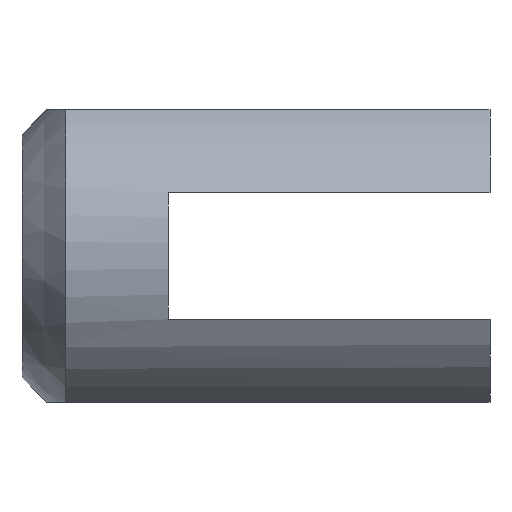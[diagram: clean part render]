
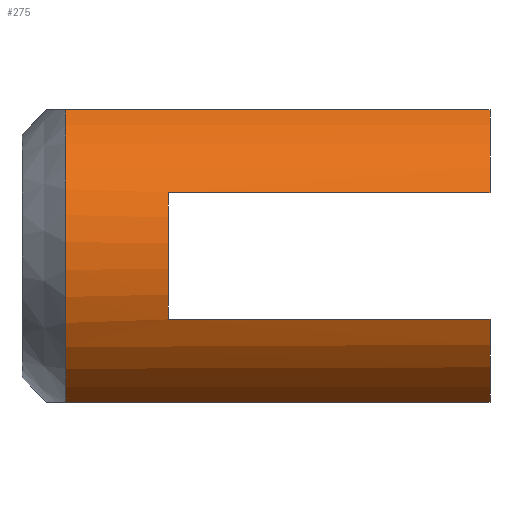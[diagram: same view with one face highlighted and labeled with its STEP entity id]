
A CAD part, left-side view. The second image highlights one B-rep face of the part: STEP entity #275.
In plain terms, the highlighted cylindrical face has radius 85 mm (diameter 170 mm), a partial arc.
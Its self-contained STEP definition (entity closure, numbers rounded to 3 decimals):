
#24 = EDGE_CURVE ( 'NONE', #560, #613, #524, .T. ) ;
#29 = ORIENTED_EDGE ( 'NONE', *, *, #33, .T. ) ;
#33 = EDGE_CURVE ( 'NONE', #338, #397, #759, .T. ) ;
#35 = DIRECTION ( 'NONE',  ( 0., 0., 1. ) ) ;
#48 = AXIS2_PLACEMENT_3D ( 'NONE', #320, #498, #70 ) ;
#50 = ORIENTED_EDGE ( 'NONE', *, *, #559, .F. ) ;
#51 = VERTEX_POINT ( 'NONE', #474 ) ;
#56 = EDGE_CURVE ( 'NONE', #480, #338, #98, .T. ) ;
#66 = CARTESIAN_POINT ( 'NONE',  ( -78.541, -240., -32.5 ) ) ;
#69 = ORIENTED_EDGE ( 'NONE', *, *, #607, .T. ) ;
#70 = DIRECTION ( 'NONE',  ( 0., 0., 1. ) ) ;
#72 = CARTESIAN_POINT ( 'NONE',  ( -78.541, -75., -32.5 ) ) ;
#80 = DIRECTION ( 'NONE',  ( 0., 1., 0. ) ) ;
#83 = ORIENTED_EDGE ( 'NONE', *, *, #24, .F. ) ;
#86 = CARTESIAN_POINT ( 'NONE',  ( 0., -22.5, 0. ) ) ;
#98 = CIRCLE ( 'NONE', #48, 85. ) ;
#108 = VECTOR ( 'NONE', #788, 1000. ) ;
#125 = CARTESIAN_POINT ( 'NONE',  ( -40., -22.5, 75. ) ) ;
#149 = LINE ( 'NONE', #235, #108 ) ;
#151 = DIRECTION ( 'NONE',  ( 0., 0., -1. ) ) ;
#161 = VECTOR ( 'NONE', #80, 1000. ) ;
#166 = CARTESIAN_POINT ( 'NONE',  ( -40., -240., 75. ) ) ;
#197 = DIRECTION ( 'NONE',  ( 0., -1., 0. ) ) ;
#210 = VECTOR ( 'NONE', #197, 1000. ) ;
#214 = DIRECTION ( 'NONE',  ( 0., -1., 0. ) ) ;
#222 = DIRECTION ( 'NONE',  ( 0., 1., 0. ) ) ;
#234 = AXIS2_PLACEMENT_3D ( 'NONE', #581, #222, #35 ) ;
#235 = CARTESIAN_POINT ( 'NONE',  ( -78.541, -240., 32.5 ) ) ;
#243 = CIRCLE ( 'NONE', #487, 85. ) ;
#247 = EDGE_CURVE ( 'NONE', #480, #51, #149, .T. ) ;
#262 = CARTESIAN_POINT ( 'NONE',  ( -40., -240., -75. ) ) ;
#275 = ADVANCED_FACE ( 'NONE', ( #434 ), #703, .T. ) ;
#293 = DIRECTION ( 'NONE',  ( 0., 0., 1. ) ) ;
#307 = CARTESIAN_POINT ( 'NONE',  ( -40., -22.5, -75. ) ) ;
#320 = CARTESIAN_POINT ( 'NONE',  ( 0., -240., 0. ) ) ;
#322 = CARTESIAN_POINT ( 'NONE',  ( -78.541, -240., 32.5 ) ) ;
#326 = CIRCLE ( 'NONE', #622, 85. ) ;
#338 = VERTEX_POINT ( 'NONE', #671 ) ;
#375 = ORIENTED_EDGE ( 'NONE', *, *, #695, .T. ) ;
#397 = VERTEX_POINT ( 'NONE', #125 ) ;
#416 = VERTEX_POINT ( 'NONE', #307 ) ;
#434 = FACE_OUTER_BOUND ( 'NONE', #692, .T. ) ;
#444 = ORIENTED_EDGE ( 'NONE', *, *, #247, .F. ) ;
#445 = AXIS2_PLACEMENT_3D ( 'NONE', #709, #659, #293 ) ;
#460 = LINE ( 'NONE', #555, #161 ) ;
#470 = DIRECTION ( 'NONE',  ( 0., 1., 0. ) ) ;
#474 = CARTESIAN_POINT ( 'NONE',  ( -78.541, -75., 32.5 ) ) ;
#480 = VERTEX_POINT ( 'NONE', #322 ) ;
#487 = AXIS2_PLACEMENT_3D ( 'NONE', #643, #526, #711 ) ;
#498 = DIRECTION ( 'NONE',  ( 0., 1., 0. ) ) ;
#507 = CIRCLE ( 'NONE', #234, 85. ) ;
#511 = VERTEX_POINT ( 'NONE', #262 ) ;
#524 = LINE ( 'NONE', #577, #210 ) ;
#526 = DIRECTION ( 'NONE',  ( 0., 1., 0. ) ) ;
#555 = CARTESIAN_POINT ( 'NONE',  ( -40., -240., -75. ) ) ;
#559 = EDGE_CURVE ( 'NONE', #511, #416, #460, .T. ) ;
#560 = VERTEX_POINT ( 'NONE', #72 ) ;
#577 = CARTESIAN_POINT ( 'NONE',  ( -78.541, -240., -32.5 ) ) ;
#581 = CARTESIAN_POINT ( 'NONE',  ( 0., -240., 0. ) ) ;
#587 = VECTOR ( 'NONE', #470, 1000. ) ;
#607 = EDGE_CURVE ( 'NONE', #397, #416, #326, .T. ) ;
#613 = VERTEX_POINT ( 'NONE', #66 ) ;
#622 = AXIS2_PLACEMENT_3D ( 'NONE', #86, #214, #151 ) ;
#643 = CARTESIAN_POINT ( 'NONE',  ( 0., -75., 0. ) ) ;
#659 = DIRECTION ( 'NONE',  ( 0., 1., 0. ) ) ;
#671 = CARTESIAN_POINT ( 'NONE',  ( -40., -240., 75. ) ) ;
#691 = ORIENTED_EDGE ( 'NONE', *, *, #725, .T. ) ;
#692 = EDGE_LOOP ( 'NONE', ( #444, #721, #29, #69, #50, #691, #83, #375 ) ) ;
#695 = EDGE_CURVE ( 'NONE', #560, #51, #243, .T. ) ;
#703 = CYLINDRICAL_SURFACE ( 'NONE', #445, 85. ) ;
#709 = CARTESIAN_POINT ( 'NONE',  ( 0., -240., 0. ) ) ;
#711 = DIRECTION ( 'NONE',  ( 0., 0., -1. ) ) ;
#721 = ORIENTED_EDGE ( 'NONE', *, *, #56, .T. ) ;
#725 = EDGE_CURVE ( 'NONE', #511, #613, #507, .T. ) ;
#759 = LINE ( 'NONE', #166, #587 ) ;
#788 = DIRECTION ( 'NONE',  ( 0., 1., 0. ) ) ;
